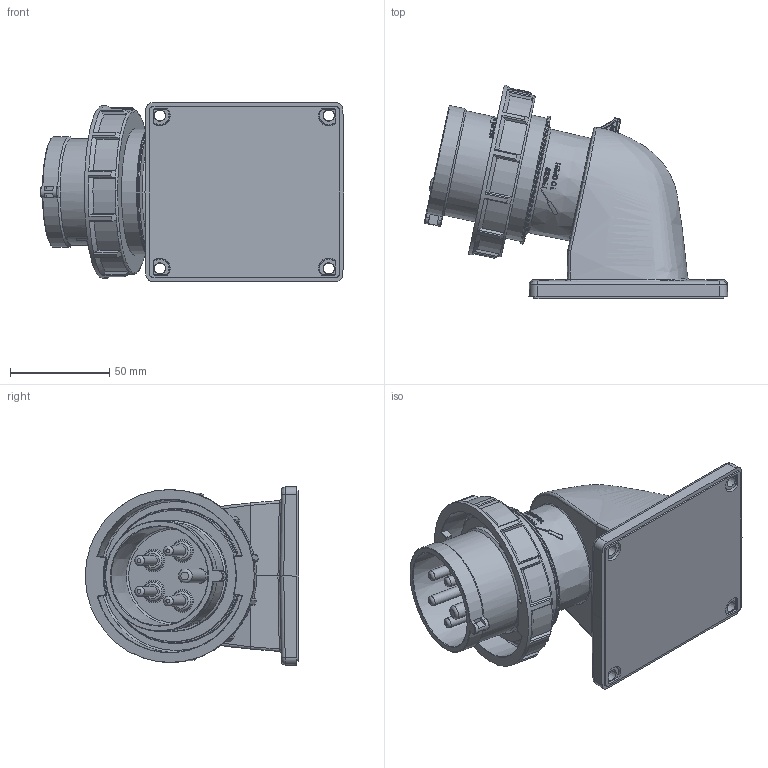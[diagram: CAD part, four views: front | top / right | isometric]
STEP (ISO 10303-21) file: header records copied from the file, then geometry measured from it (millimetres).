
FILE_DESCRIPTION (( 'STEP AP203' ), '1' );
FILE_NAME ('777152-6.STEP', '2017-12-20T12:54:18', ( '' ), ( '' ), 'SwSTEP 2.0', 'SolidWorks 2016', '' );
FILE_SCHEMA (( 'CONFIG_CONTROL_DESIGN' ));
Length unit declared in the file: millimetre
Products named in the file (1): 777152-6
Bounding box: 152.69 x 107.49 x 90 mm (x, y, z)
Volume: 421362 mm3; surface area: 71013.1 mm2
Topology: 1 solids, 1 shells, 792 faces, 2025 edges, 1287 vertices
Faces by surface type: plane 326, bspline 191, cylinder 124, cone 80, torus 55, sphere 16
Full cylindrical faces by diameter (mm): 5 x4, 7 x1, 53.727 x1, 55.8 x1, 63.3 x1, 65.7 x1, 77 x1, 87 x1
Entity records: 33575 total; most frequent: CARTESIAN_POINT 16763, ORIENTED_EDGE 3874, DIRECTION 2791, EDGE_CURVE 1937, VERTEX_POINT 1261, AXIS2_PLACEMENT_3D 1048, EDGE_LOOP 914, FACE_OUTER_BOUND 827
